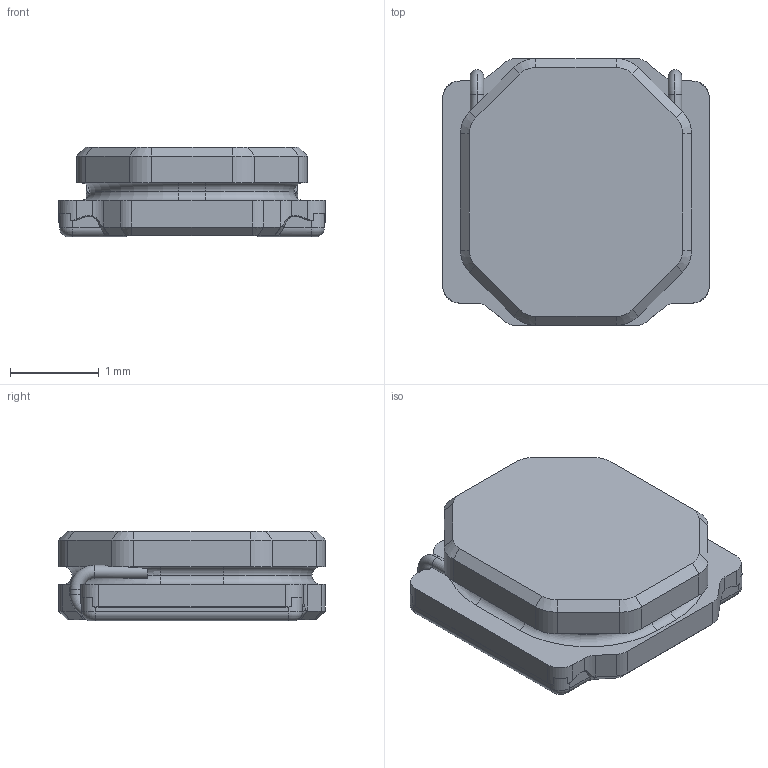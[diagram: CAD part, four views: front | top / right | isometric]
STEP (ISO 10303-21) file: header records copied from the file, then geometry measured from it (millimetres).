
FILE_DESCRIPTION (( 'STEP AP214' ), '1' );
FILE_NAME ('IND-SMD_L3.0-W3.0_FNR3010S.STEP', '2025-05-12T02:35:59', ( '' ), ( '' ), 'SwSTEP 2.0', 'SolidWorks 2021', '' );
FILE_SCHEMA (( 'AUTOMOTIVE_DESIGN' ));
Length unit declared in the file: millimetre
Products named in the file (1): IND-SMD_L3.0-W3.0_FNR3010S
Bounding box: 3 x 3 x 1.01 mm (x, y, z)
Volume: 7.2 mm3; surface area: 28.3 mm2
Topology: 1 solids, 1 shells, 391 faces, 1071 edges, 698 vertices
Faces by surface type: plane 189, bspline 116, cylinder 46, torus 20, cone 20
Entity records: 17860 total; most frequent: CARTESIAN_POINT 4475, ORIENTED_EDGE 2142, DIRECTION 1439, EDGE_CURVE 1071, VERTEX_POINT 698, LINE 611, VECTOR 611, AXIS2_PLACEMENT_3D 414
